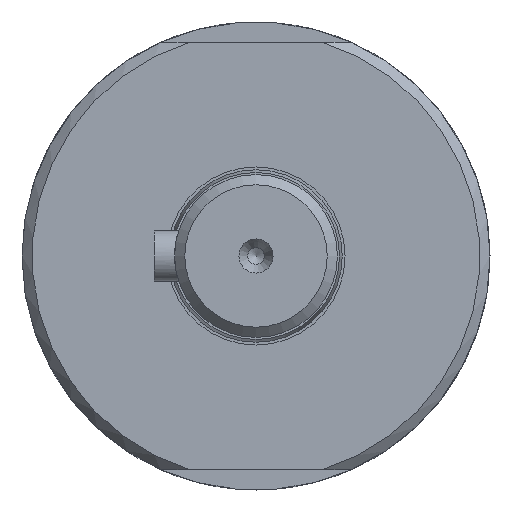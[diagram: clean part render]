
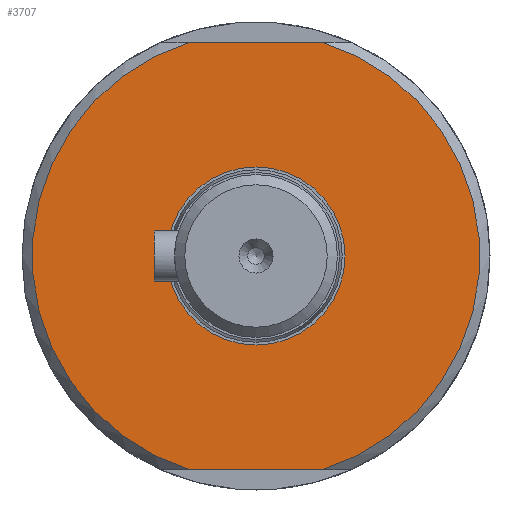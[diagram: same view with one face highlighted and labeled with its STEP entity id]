
A CAD part, left-side view. The second image highlights one B-rep face of the part: STEP entity #3707.
In plain terms, the highlighted planar face has unit normal (-1, 0, 0).
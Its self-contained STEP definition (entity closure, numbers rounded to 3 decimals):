
#2248=CARTESIAN_POINT('',(42.0,-6.557,-21.0));
#2249=VERTEX_POINT('',#2248);
#2263=CARTESIAN_POINT('',(42.0,6.557,-21.0));
#2264=VERTEX_POINT('',#2263);
#2265=CARTESIAN_POINT('',(42.,6.557,-21.0));
#2266=DIRECTION('',(0.0,-1.0,0.0));
#2267=VECTOR('',#2266,13.115);
#2268=LINE('',#2265,#2267);
#2269=EDGE_CURVE('',#2264,#2249,#2268,.T.);
#2334=CARTESIAN_POINT('',(42.,6.557,21.));
#2335=VERTEX_POINT('',#2334);
#2349=CARTESIAN_POINT('',(42.,-6.557,21.));
#2350=VERTEX_POINT('',#2349);
#2351=CARTESIAN_POINT('',(42.,-6.557,21.));
#2352=DIRECTION('',(0.0,1.0,0.0));
#2353=VECTOR('',#2352,13.115);
#2354=LINE('',#2351,#2353);
#2355=EDGE_CURVE('',#2350,#2335,#2354,.T.);
#2427=CARTESIAN_POINT('',(42.0,0.,0.0));
#2428=DIRECTION('',(1.0,0.0,0.0));
#2429=DIRECTION('',(0.0,1.0,0.0));
#2430=AXIS2_PLACEMENT_3D('',#2427,#2428,#2429);
#2431=CIRCLE('',#2430,22.0);
#2432=EDGE_CURVE('',#2264,#2335,#2431,.T.);
#3672=CARTESIAN_POINT('',(42.,8.75,0.0));
#3673=VERTEX_POINT('',#3672);
#3674=CARTESIAN_POINT('',(42.,0.,0.0));
#3675=DIRECTION('',(1.0,0.0,0.0));
#3676=DIRECTION('',(0.0,1.0,0.0));
#3677=AXIS2_PLACEMENT_3D('',#3674,#3675,#3676);
#3678=CIRCLE('',#3677,8.75);
#3679=EDGE_CURVE('',#3673,#3673,#3678,.T.);
#3687=CARTESIAN_POINT('',(42.,15.375,0.0));
#3688=DIRECTION('',(-1.0,0.0,0.0));
#3689=DIRECTION('',(0.0,0.0,1.0));
#3690=AXIS2_PLACEMENT_3D('',#3687,#3688,#3689);
#3691=PLANE('',#3690);
#3692=ORIENTED_EDGE('',*,*,#2269,.T.);
#3693=CARTESIAN_POINT('',(42.0,0.,0.0));
#3694=DIRECTION('',(1.0,0.0,0.0));
#3695=DIRECTION('',(0.0,1.0,0.0));
#3696=AXIS2_PLACEMENT_3D('',#3693,#3694,#3695);
#3697=CIRCLE('',#3696,22.0);
#3698=EDGE_CURVE('',#2350,#2249,#3697,.T.);
#3699=ORIENTED_EDGE('',*,*,#3698,.F.);
#3700=ORIENTED_EDGE('',*,*,#2355,.T.);
#3701=ORIENTED_EDGE('',*,*,#2432,.F.);
#3702=EDGE_LOOP('',(#3692,#3699,#3700,#3701));
#3703=FACE_OUTER_BOUND('',#3702,.T.);
#3704=ORIENTED_EDGE('',*,*,#3679,.T.);
#3705=EDGE_LOOP('',(#3704));
#3706=FACE_BOUND('',#3705,.T.);
#3707=ADVANCED_FACE('',(#3703,#3706),#3691,.T.);
